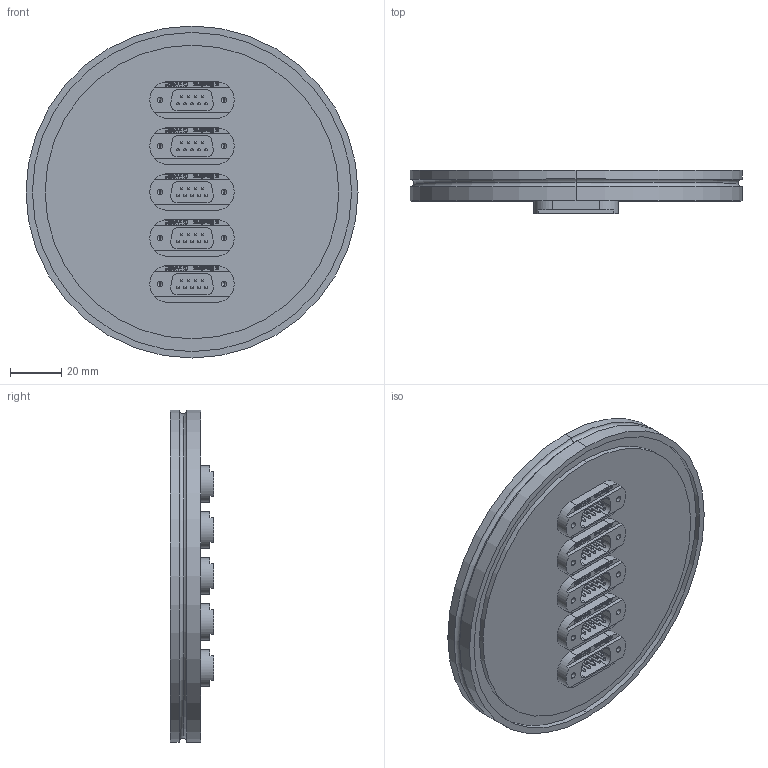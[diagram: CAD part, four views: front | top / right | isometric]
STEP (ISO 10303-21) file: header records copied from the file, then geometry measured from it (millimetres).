
FILE_DESCRIPTION (( 'STEP AP214' ), '1' );
FILE_NAME ('210-D09-ISO100-5.STEP', '2021-02-16T15:10:20', ( '' ), ( '' ), 'SwSTEP 2.0', 'SolidWorks 2017', '' );
FILE_SCHEMA (( 'AUTOMOTIVE_DESIGN' ));
Length unit declared in the file: millimetre
Products named in the file (5): 9210-PIN-FENI_Pin vergoldet; 218-D9-37-SS_218-D09-SS; 9210-D09-ISO100-5_DN100 ISO-K; 9218-D9-37-SS_9pin 1mm beschr. allectra; 210-D09-ISO100-5
Assembly tree (16 placements, depth 3):
  210-D09-ISO100-5
    9210-D09-ISO100-5_DN100 ISO-K
    218-D9-37-SS_218-D09-SS  x5
      9218-D9-37-SS_9pin 1mm beschr. allectra
      9210-PIN-FENI_Pin vergoldet
Bounding box: 130 x 17 x 130 mm (x, y, z)
Volume: 149230.7 mm3; surface area: 53930.5 mm2
Topology: 51 solids, 51 shells, 1527 faces, 4167 edges, 2736 vertices
Faces by surface type: plane 736, cylinder 522, bspline 135, sphere 90, cone 40, torus 4
Entity records: 11451 total; most frequent: CARTESIAN_POINT 3435, ORIENTED_EDGE 1610, DIRECTION 1573, EDGE_CURVE 805, VERTEX_POINT 532, LINE 529, VECTOR 529, AXIS2_PLACEMENT_3D 522
